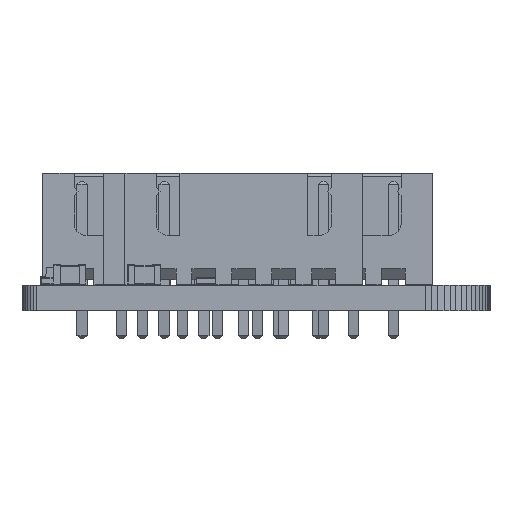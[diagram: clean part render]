
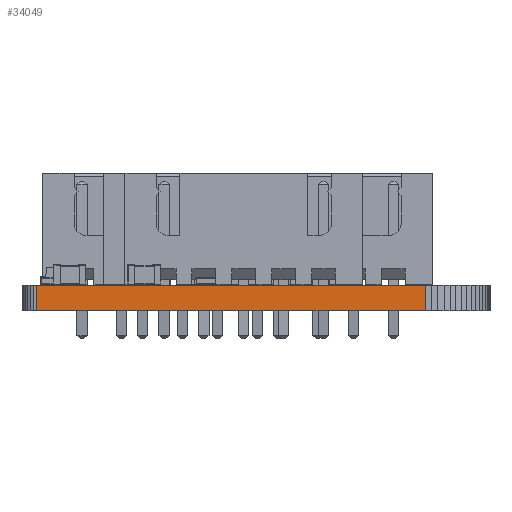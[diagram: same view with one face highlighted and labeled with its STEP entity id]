
A CAD part, left-side view. The second image highlights one B-rep face of the part: STEP entity #34049.
In plain terms, the highlighted planar face has unit normal (-1, 0, 0).
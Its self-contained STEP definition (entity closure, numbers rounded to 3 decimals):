
#27214 = PLANE('',#27215);
#27215 = AXIS2_PLACEMENT_3D('',#27216,#27217,#27218);
#27216 = CARTESIAN_POINT('',(156.412,-99.789,1.58));
#27217 = DIRECTION('',(-0.,-0.,-1.));
#27218 = DIRECTION('',(-1.,0.,0.));
#27268 = PLANE('',#27269);
#27269 = AXIS2_PLACEMENT_3D('',#27270,#27271,#27272);
#27270 = CARTESIAN_POINT('',(156.412,-99.789,0.));
#27271 = DIRECTION('',(-0.,-0.,-1.));
#27272 = DIRECTION('',(-1.,0.,0.));
#28525 = VERTEX_POINT('',#28526);
#28526 = CARTESIAN_POINT('',(132.588,-110.681,0.));
#28540 = PLANE('',#28541);
#28541 = AXIS2_PLACEMENT_3D('',#28542,#28543,#28544);
#28542 = CARTESIAN_POINT('',(132.608,-111.079,0.));
#28543 = DIRECTION('',(-0.999,-0.049,0.));
#28544 = DIRECTION('',(-0.049,0.999,0.));
#28552 = EDGE_CURVE('',#28525,#28553,#28555,.T.);
#28553 = VERTEX_POINT('',#28554);
#28554 = CARTESIAN_POINT('',(132.588,-86.297,0.));
#28555 = SURFACE_CURVE('',#28556,(#28560,#28567),.PCURVE_S1.);
#28556 = LINE('',#28557,#28558);
#28557 = CARTESIAN_POINT('',(132.588,-110.681,0.));
#28558 = VECTOR('',#28559,1.);
#28559 = DIRECTION('',(0.,1.,0.));
#28560 = PCURVE('',#27268,#28561);
#28561 = DEFINITIONAL_REPRESENTATION('',(#28562),#28566);
#28562 = LINE('',#28563,#28564);
#28563 = CARTESIAN_POINT('',(23.824,-10.891));
#28564 = VECTOR('',#28565,1.);
#28565 = DIRECTION('',(0.,1.));
#28566 = ( GEOMETRIC_REPRESENTATION_CONTEXT(2) 
PARAMETRIC_REPRESENTATION_CONTEXT() REPRESENTATION_CONTEXT('2D SPACE',''
  ) );
#28567 = PCURVE('',#28568,#28573);
#28568 = PLANE('',#28569);
#28569 = AXIS2_PLACEMENT_3D('',#28570,#28571,#28572);
#28570 = CARTESIAN_POINT('',(132.588,-110.681,0.));
#28571 = DIRECTION('',(-1.,0.,0.));
#28572 = DIRECTION('',(0.,1.,0.));
#28573 = DEFINITIONAL_REPRESENTATION('',(#28574),#28578);
#28574 = LINE('',#28575,#28576);
#28575 = CARTESIAN_POINT('',(0.,0.));
#28576 = VECTOR('',#28577,1.);
#28577 = DIRECTION('',(1.,0.));
#28578 = ( GEOMETRIC_REPRESENTATION_CONTEXT(2) 
PARAMETRIC_REPRESENTATION_CONTEXT() REPRESENTATION_CONTEXT('2D SPACE',''
  ) );
#28596 = PLANE('',#28597);
#28597 = AXIS2_PLACEMENT_3D('',#28598,#28599,#28600);
#28598 = CARTESIAN_POINT('',(132.588,-86.297,0.));
#28599 = DIRECTION('',(-0.994,0.107,0.));
#28600 = DIRECTION('',(0.107,0.994,0.));
#31735 = VERTEX_POINT('',#31736);
#31736 = CARTESIAN_POINT('',(132.588,-110.681,1.58));
#31757 = EDGE_CURVE('',#31735,#31758,#31760,.T.);
#31758 = VERTEX_POINT('',#31759);
#31759 = CARTESIAN_POINT('',(132.588,-86.297,1.58));
#31760 = SURFACE_CURVE('',#31761,(#31765,#31772),.PCURVE_S1.);
#31761 = LINE('',#31762,#31763);
#31762 = CARTESIAN_POINT('',(132.588,-110.681,1.58));
#31763 = VECTOR('',#31764,1.);
#31764 = DIRECTION('',(0.,1.,0.));
#31765 = PCURVE('',#27214,#31766);
#31766 = DEFINITIONAL_REPRESENTATION('',(#31767),#31771);
#31767 = LINE('',#31768,#31769);
#31768 = CARTESIAN_POINT('',(23.824,-10.891));
#31769 = VECTOR('',#31770,1.);
#31770 = DIRECTION('',(0.,1.));
#31771 = ( GEOMETRIC_REPRESENTATION_CONTEXT(2) 
PARAMETRIC_REPRESENTATION_CONTEXT() REPRESENTATION_CONTEXT('2D SPACE',''
  ) );
#31772 = PCURVE('',#28568,#31773);
#31773 = DEFINITIONAL_REPRESENTATION('',(#31774),#31778);
#31774 = LINE('',#31775,#31776);
#31775 = CARTESIAN_POINT('',(0.,-1.58));
#31776 = VECTOR('',#31777,1.);
#31777 = DIRECTION('',(1.,0.));
#31778 = ( GEOMETRIC_REPRESENTATION_CONTEXT(2) 
PARAMETRIC_REPRESENTATION_CONTEXT() REPRESENTATION_CONTEXT('2D SPACE',''
  ) );
#33999 = EDGE_CURVE('',#28553,#31758,#34000,.T.);
#34000 = SURFACE_CURVE('',#34001,(#34005,#34012),.PCURVE_S1.);
#34001 = LINE('',#34002,#34003);
#34002 = CARTESIAN_POINT('',(132.588,-86.297,0.));
#34003 = VECTOR('',#34004,1.);
#34004 = DIRECTION('',(0.,0.,1.));
#34005 = PCURVE('',#28596,#34006);
#34006 = DEFINITIONAL_REPRESENTATION('',(#34007),#34011);
#34007 = LINE('',#34008,#34009);
#34008 = CARTESIAN_POINT('',(0.,0.));
#34009 = VECTOR('',#34010,1.);
#34010 = DIRECTION('',(0.,-1.));
#34011 = ( GEOMETRIC_REPRESENTATION_CONTEXT(2) 
PARAMETRIC_REPRESENTATION_CONTEXT() REPRESENTATION_CONTEXT('2D SPACE',''
  ) );
#34012 = PCURVE('',#28568,#34013);
#34013 = DEFINITIONAL_REPRESENTATION('',(#34014),#34018);
#34014 = LINE('',#34015,#34016);
#34015 = CARTESIAN_POINT('',(24.384,0.));
#34016 = VECTOR('',#34017,1.);
#34017 = DIRECTION('',(0.,-1.));
#34018 = ( GEOMETRIC_REPRESENTATION_CONTEXT(2) 
PARAMETRIC_REPRESENTATION_CONTEXT() REPRESENTATION_CONTEXT('2D SPACE',''
  ) );
#34049 = ADVANCED_FACE('',(#34050),#28568,.T.);
#34050 = FACE_BOUND('',#34051,.T.);
#34051 = EDGE_LOOP('',(#34052,#34073,#34074,#34075));
#34052 = ORIENTED_EDGE('',*,*,#34053,.T.);
#34053 = EDGE_CURVE('',#28525,#31735,#34054,.T.);
#34054 = SURFACE_CURVE('',#34055,(#34059,#34066),.PCURVE_S1.);
#34055 = LINE('',#34056,#34057);
#34056 = CARTESIAN_POINT('',(132.588,-110.681,0.));
#34057 = VECTOR('',#34058,1.);
#34058 = DIRECTION('',(0.,0.,1.));
#34059 = PCURVE('',#28568,#34060);
#34060 = DEFINITIONAL_REPRESENTATION('',(#34061),#34065);
#34061 = LINE('',#34062,#34063);
#34062 = CARTESIAN_POINT('',(0.,0.));
#34063 = VECTOR('',#34064,1.);
#34064 = DIRECTION('',(0.,-1.));
#34065 = ( GEOMETRIC_REPRESENTATION_CONTEXT(2) 
PARAMETRIC_REPRESENTATION_CONTEXT() REPRESENTATION_CONTEXT('2D SPACE',''
  ) );
#34066 = PCURVE('',#28540,#34067);
#34067 = DEFINITIONAL_REPRESENTATION('',(#34068),#34072);
#34068 = LINE('',#34069,#34070);
#34069 = CARTESIAN_POINT('',(0.399,0.));
#34070 = VECTOR('',#34071,1.);
#34071 = DIRECTION('',(0.,-1.));
#34072 = ( GEOMETRIC_REPRESENTATION_CONTEXT(2) 
PARAMETRIC_REPRESENTATION_CONTEXT() REPRESENTATION_CONTEXT('2D SPACE',''
  ) );
#34073 = ORIENTED_EDGE('',*,*,#31757,.T.);
#34074 = ORIENTED_EDGE('',*,*,#33999,.F.);
#34075 = ORIENTED_EDGE('',*,*,#28552,.F.);
